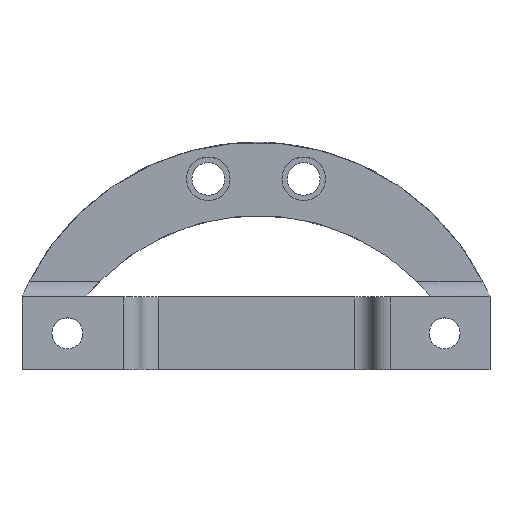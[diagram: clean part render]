
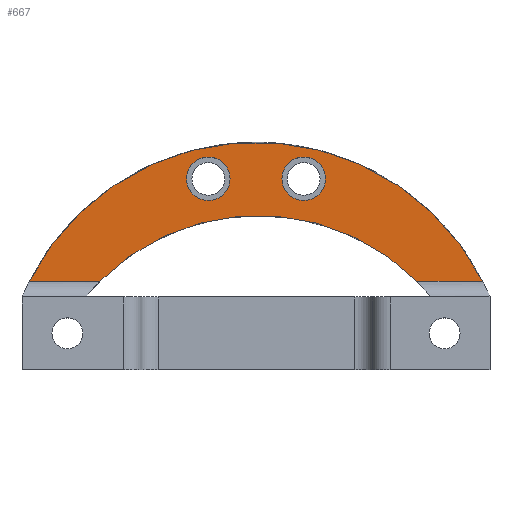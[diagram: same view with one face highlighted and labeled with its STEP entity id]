
A CAD part, top view. The second image highlights one B-rep face of the part: STEP entity #667.
In plain terms, the highlighted planar face has unit normal (0, 0, 1).
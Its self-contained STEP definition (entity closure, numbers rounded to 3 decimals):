
#17=FACE_BOUND('',#124,.T.);
#18=FACE_BOUND('',#125,.T.);
#30=CIRCLE('',#715,27.981);
#33=CIRCLE('',#722,24.606);
#41=CIRCLE('',#734,2.4);
#42=CIRCLE('',#735,2.4);
#61=PLANE('',#733);
#85=FACE_OUTER_BOUND('',#123,.T.);
#123=EDGE_LOOP('',(#513,#514,#515,#516));
#124=EDGE_LOOP('',(#517));
#125=EDGE_LOOP('',(#518));
#171=LINE('',#1102,#229);
#181=LINE('',#1132,#239);
#229=VECTOR('',#827,2.);
#239=VECTOR('',#853,2.);
#292=VERTEX_POINT('',#1016);
#293=VERTEX_POINT('',#1025);
#303=VERTEX_POINT('',#1078);
#304=VERTEX_POINT('',#1087);
#319=VERTEX_POINT('',#1135);
#320=VERTEX_POINT('',#1137);
#358=EDGE_CURVE('',#293,#292,#30,.T.);
#373=EDGE_CURVE('',#304,#303,#33,.T.);
#377=EDGE_CURVE('',#304,#292,#171,.T.);
#393=EDGE_CURVE('',#293,#303,#181,.T.);
#395=EDGE_CURVE('',#319,#319,#41,.T.);
#396=EDGE_CURVE('',#320,#320,#42,.T.);
#513=ORIENTED_EDGE('',*,*,#377,.F.);
#514=ORIENTED_EDGE('',*,*,#373,.T.);
#515=ORIENTED_EDGE('',*,*,#393,.F.);
#516=ORIENTED_EDGE('',*,*,#358,.T.);
#517=ORIENTED_EDGE('',*,*,#395,.T.);
#518=ORIENTED_EDGE('',*,*,#396,.T.);
#667=ADVANCED_FACE('',(#85,#17,#18),#61,.T.);
#715=AXIS2_PLACEMENT_3D('',#1026,#798,#799);
#722=AXIS2_PLACEMENT_3D('',#1088,#820,#821);
#733=AXIS2_PLACEMENT_3D('',#1134,#855,#856);
#734=AXIS2_PLACEMENT_3D('',#1136,#857,#858);
#735=AXIS2_PLACEMENT_3D('',#1138,#859,#860);
#798=DIRECTION('center_axis',(0.,0.,1.));
#799=DIRECTION('ref_axis',(0.92,0.391,0.));
#820=DIRECTION('center_axis',(0.,0.,-1.));
#821=DIRECTION('ref_axis',(0.772,0.635,0.));
#827=DIRECTION('',(-1.,0.,0.));
#853=DIRECTION('',(-1.,0.,0.));
#855=DIRECTION('center_axis',(0.,0.,1.));
#856=DIRECTION('ref_axis',(1.,0.,0.));
#857=DIRECTION('center_axis',(0.,0.,-1.));
#858=DIRECTION('ref_axis',(1.,0.,0.));
#859=DIRECTION('center_axis',(0.,0.,-1.));
#860=DIRECTION('ref_axis',(1.,0.,0.));
#1016=CARTESIAN_POINT('',(0.807,9.732,2.));
#1025=CARTESIAN_POINT('',(50.693,9.732,2.));
#1026=CARTESIAN_POINT('Origin',(25.75,-2.949,2.));
#1078=CARTESIAN_POINT('',(43.431,9.732,2.));
#1087=CARTESIAN_POINT('',(8.569,9.732,2.));
#1088=CARTESIAN_POINT('Origin',(26.,-7.636,2.));
#1102=CARTESIAN_POINT('',(51.5,9.732,2.));
#1132=CARTESIAN_POINT('',(51.5,9.732,2.));
#1134=CARTESIAN_POINT('Origin',(25.75,16.516,2.));
#1135=CARTESIAN_POINT('',(18.1,21.,2.));
#1136=CARTESIAN_POINT('Origin',(20.5,21.,2.));
#1137=CARTESIAN_POINT('',(28.6,21.,2.));
#1138=CARTESIAN_POINT('Origin',(31.,21.,2.));
